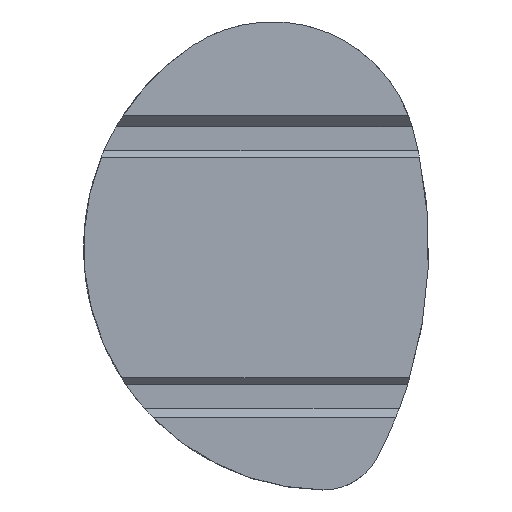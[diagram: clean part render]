
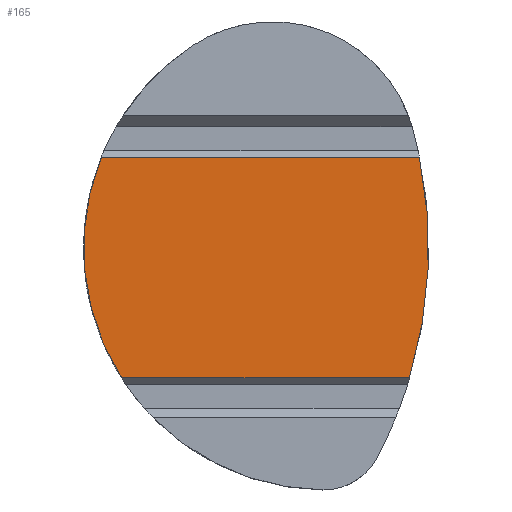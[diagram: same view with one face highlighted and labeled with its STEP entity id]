
A CAD part, top view. The second image highlights one B-rep face of the part: STEP entity #165.
In plain terms, the highlighted planar face has unit normal (0, 0, 1).
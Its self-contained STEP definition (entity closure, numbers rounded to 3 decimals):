
#70=LINE('',#900,#98);
#73=LINE('',#914,#101);
#98=VECTOR('',#717,1.);
#101=VECTOR('',#732,1.);
#137=FACE_OUTER_BOUND('',#215,.T.);
#165=ADVANCED_FACE('',(#137),#181,.F.);
#181=PLANE('',#602);
#215=EDGE_LOOP('',(#356,#357,#358,#359));
#356=ORIENTED_EDGE('',*,*,#463,.T.);
#357=ORIENTED_EDGE('',*,*,#477,.T.);
#358=ORIENTED_EDGE('',*,*,#456,.F.);
#359=ORIENTED_EDGE('',*,*,#427,.T.);
#373=VERTEX_POINT('',#824);
#374=VERTEX_POINT('',#825);
#397=VERTEX_POINT('',#901);
#401=VERTEX_POINT('',#913);
#427=EDGE_CURVE('',#373,#374,#493,.T.);
#456=EDGE_CURVE('',#373,#397,#70,.T.);
#463=EDGE_CURVE('',#374,#401,#73,.T.);
#477=EDGE_CURVE('',#401,#397,#511,.T.);
#493=CIRCLE('',#554,40.);
#511=CIRCLE('',#598,75.);
#554=AXIS2_PLACEMENT_3D('',#823,#659,#660);
#598=AXIS2_PLACEMENT_3D('',#942,#767,#768);
#602=AXIS2_PLACEMENT_3D('',#948,#777,#778);
#659=DIRECTION('',(0.,0.,1.));
#660=DIRECTION('',(-1.,0.,0.));
#717=DIRECTION('',(1.,0.,0.));
#732=DIRECTION('',(1.,0.,0.));
#767=DIRECTION('',(0.,0.,1.));
#768=DIRECTION('',(-1.,0.,0.));
#777=DIRECTION('',(0.,0.,-1.));
#778=DIRECTION('',(-1.,0.,0.));
#823=CARTESIAN_POINT('',(0.,0.,0.));
#824=CARTESIAN_POINT('',(-37.074,15.017,0.));
#825=CARTESIAN_POINT('',(-33.731,-21.5,0.));
#900=CARTESIAN_POINT('',(0.,15.017,0.));
#901=CARTESIAN_POINT('',(15.481,15.017,0.));
#913=CARTESIAN_POINT('',(13.852,-21.5,0.));
#914=CARTESIAN_POINT('',(0.,-21.5,0.));
#942=CARTESIAN_POINT('',(-58.,0.,0.));
#948=CARTESIAN_POINT('',(-12.5,-2.5,0.));
